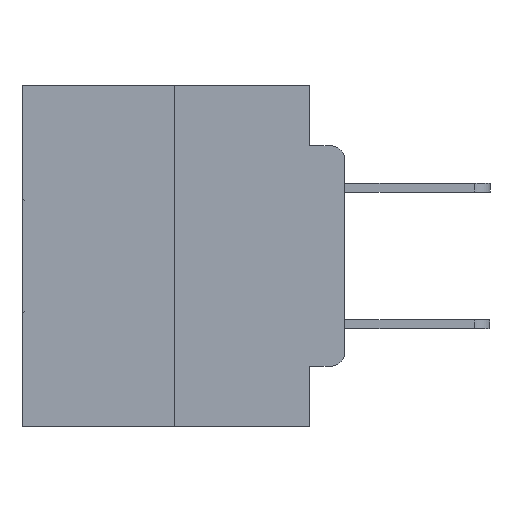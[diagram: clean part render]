
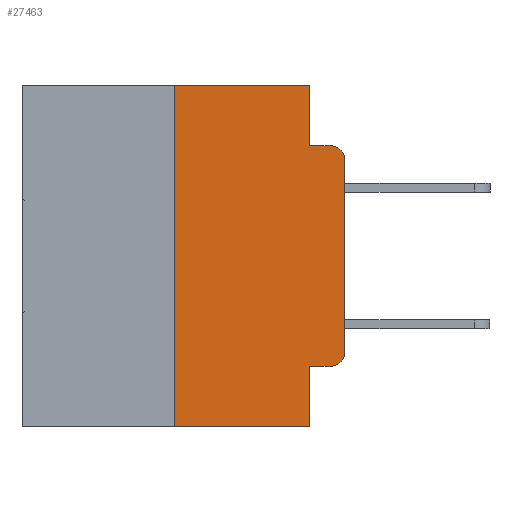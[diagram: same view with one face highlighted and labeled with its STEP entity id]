
A CAD part, left-side view. The second image highlights one B-rep face of the part: STEP entity #27463.
In plain terms, the highlighted planar face has unit normal (-1, 0, 0).
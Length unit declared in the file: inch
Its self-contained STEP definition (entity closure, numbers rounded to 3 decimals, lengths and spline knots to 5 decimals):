
#208 = ORIENTED_EDGE ( 'NONE', *, *, #18453, .F. ) ;
#224 = DIRECTION ( 'NONE',  ( 0., -1., 0. ) ) ;
#225 = CARTESIAN_POINT ( 'NONE',  ( 0., 0.051, 0. ) ) ;
#287 = VECTOR ( 'NONE', #25496, 39.37008 ) ;
#844 = VECTOR ( 'NONE', #29837, 39.37008 ) ;
#905 = VECTOR ( 'NONE', #224, 39.37008 ) ;
#1614 = LINE ( 'NONE', #27524, #844 ) ;
#2535 = DIRECTION ( 'NONE',  ( -1., 0., 0. ) ) ;
#2680 = EDGE_CURVE ( 'NONE', #16743, #15931, #29908, .T. ) ;
#3060 = DIRECTION ( 'NONE',  ( 0., 0., -1. ) ) ;
#3199 = DIRECTION ( 'NONE',  ( 0., 0., 1. ) ) ;
#3270 = DIRECTION ( 'NONE',  ( 1., 0., 0. ) ) ;
#3297 = VERTEX_POINT ( 'NONE', #19846 ) ;
#3621 = EDGE_LOOP ( 'NONE', ( #14398, #17712, #22491, #208, #9917, #20332, #13272, #11739, #7951, #27910 ) ) ;
#3724 = AXIS2_PLACEMENT_3D ( 'NONE', #21973, #7639, #24306 ) ;
#3850 = VECTOR ( 'NONE', #14837, 39.37008 ) ;
#4062 = CARTESIAN_POINT ( 'NONE',  ( 0., 0., 0. ) ) ;
#4697 = CARTESIAN_POINT ( 'NONE',  ( 0., 0.051, -0.4115 ) ) ;
#4922 = EDGE_CURVE ( 'NONE', #16743, #17525, #6875, .T. ) ;
#5237 = VECTOR ( 'NONE', #27864, 39.37008 ) ;
#6015 = LINE ( 'NONE', #4062, #5237 ) ;
#6796 = AXIS2_PLACEMENT_3D ( 'NONE', #8093, #3270, #20143 ) ;
#6875 = LINE ( 'NONE', #26501, #287 ) ;
#6933 = LINE ( 'NONE', #19080, #12597 ) ;
#7046 = FACE_OUTER_BOUND ( 'NONE', #3621, .T. ) ;
#7639 = DIRECTION ( 'NONE',  ( -1., 0., 0. ) ) ;
#7951 = ORIENTED_EDGE ( 'NONE', *, *, #4922, .T. ) ;
#8063 = CARTESIAN_POINT ( 'NONE',  ( 0., 0.25, -0.5 ) ) ;
#8093 = CARTESIAN_POINT ( 'NONE',  ( 0., 0.473, 0. ) ) ;
#8373 = EDGE_CURVE ( 'NONE', #17525, #19361, #13973, .T. ) ;
#9917 = ORIENTED_EDGE ( 'NONE', *, *, #21909, .F. ) ;
#10337 = VERTEX_POINT ( 'NONE', #8063 ) ;
#10962 = VERTEX_POINT ( 'NONE', #29088 ) ;
#11024 = EDGE_CURVE ( 'NONE', #10337, #15516, #30611, .T. ) ;
#11739 = ORIENTED_EDGE ( 'NONE', *, *, #2680, .F. ) ;
#12262 = CIRCLE ( 'NONE', #30063, 0.02 ) ;
#12597 = VECTOR ( 'NONE', #28414, 39.37008 ) ;
#12607 = LINE ( 'NONE', #225, #3850 ) ;
#12969 = PLANE ( 'NONE',  #6796 ) ;
#13272 = ORIENTED_EDGE ( 'NONE', *, *, #27598, .T. ) ;
#13757 = CARTESIAN_POINT ( 'NONE',  ( 0., 0.051, -0.5 ) ) ;
#13858 = CARTESIAN_POINT ( 'NONE',  ( 0., 0., -0.3915 ) ) ;
#13973 = CIRCLE ( 'NONE', #3724, 0.02 ) ;
#14398 = ORIENTED_EDGE ( 'NONE', *, *, #25937, .T. ) ;
#14837 = DIRECTION ( 'NONE',  ( 0., 0., -1. ) ) ;
#14904 = EDGE_CURVE ( 'NONE', #3297, #17871, #12262, .T. ) ;
#15502 = CARTESIAN_POINT ( 'NONE',  ( 0., 0.051, 0. ) ) ;
#15516 = VERTEX_POINT ( 'NONE', #16922 ) ;
#15931 = VERTEX_POINT ( 'NONE', #13757 ) ;
#16681 = VERTEX_POINT ( 'NONE', #18923 ) ;
#16743 = VERTEX_POINT ( 'NONE', #4697 ) ;
#16922 = CARTESIAN_POINT ( 'NONE',  ( 0., 0.25, 0. ) ) ;
#17069 = CARTESIAN_POINT ( 'NONE',  ( 0., 0.02, -0.1085 ) ) ;
#17525 = VERTEX_POINT ( 'NONE', #18461 ) ;
#17712 = ORIENTED_EDGE ( 'NONE', *, *, #14904, .T. ) ;
#17871 = VERTEX_POINT ( 'NONE', #19664 ) ;
#18453 = EDGE_CURVE ( 'NONE', #16681, #10962, #12607, .T. ) ;
#18461 = CARTESIAN_POINT ( 'NONE',  ( 0., 0.02, -0.4115 ) ) ;
#18923 = CARTESIAN_POINT ( 'NONE',  ( 0., 0.051, 0. ) ) ;
#19080 = CARTESIAN_POINT ( 'NONE',  ( 0., 0.051, -0.0885 ) ) ;
#19361 = VERTEX_POINT ( 'NONE', #13858 ) ;
#19434 = DIRECTION ( 'NONE',  ( 0., 0., -1. ) ) ;
#19630 = CARTESIAN_POINT ( 'NONE',  ( 0., 0.473, 0. ) ) ;
#19664 = CARTESIAN_POINT ( 'NONE',  ( 0., 0.02, -0.0885 ) ) ;
#19846 = CARTESIAN_POINT ( 'NONE',  ( 0., 0., -0.1085 ) ) ;
#20143 = DIRECTION ( 'NONE',  ( 0., 0., -1. ) ) ;
#20204 = LINE ( 'NONE', #19630, #905 ) ;
#20332 = ORIENTED_EDGE ( 'NONE', *, *, #11024, .F. ) ;
#21909 = EDGE_CURVE ( 'NONE', #15516, #16681, #20204, .T. ) ;
#21973 = CARTESIAN_POINT ( 'NONE',  ( 0., 0.02, -0.3915 ) ) ;
#22491 = ORIENTED_EDGE ( 'NONE', *, *, #29801, .F. ) ;
#23075 = VECTOR ( 'NONE', #3199, 39.37008 ) ;
#24306 = DIRECTION ( 'NONE',  ( 0., 0., -1. ) ) ;
#25496 = DIRECTION ( 'NONE',  ( 0., -1., 0. ) ) ;
#25937 = EDGE_CURVE ( 'NONE', #19361, #3297, #6015, .T. ) ;
#26501 = CARTESIAN_POINT ( 'NONE',  ( 0., 0.051, -0.4115 ) ) ;
#26961 = CARTESIAN_POINT ( 'NONE',  ( 0., 0.25, 0. ) ) ;
#27463 = ADVANCED_FACE ( 'NONE', ( #7046 ), #12969, .F. ) ;
#27524 = CARTESIAN_POINT ( 'NONE',  ( 0., 0.473, -0.5 ) ) ;
#27598 = EDGE_CURVE ( 'NONE', #10337, #15931, #1614, .T. ) ;
#27864 = DIRECTION ( 'NONE',  ( 0., 0., 1. ) ) ;
#27910 = ORIENTED_EDGE ( 'NONE', *, *, #8373, .T. ) ;
#28414 = DIRECTION ( 'NONE',  ( 0., -1., 0. ) ) ;
#29088 = CARTESIAN_POINT ( 'NONE',  ( 0., 0.051, -0.0885 ) ) ;
#29188 = VECTOR ( 'NONE', #3060, 39.37008 ) ;
#29801 = EDGE_CURVE ( 'NONE', #10962, #17871, #6933, .T. ) ;
#29837 = DIRECTION ( 'NONE',  ( 0., -1., 0. ) ) ;
#29908 = LINE ( 'NONE', #15502, #29188 ) ;
#30063 = AXIS2_PLACEMENT_3D ( 'NONE', #17069, #2535, #19434 ) ;
#30611 = LINE ( 'NONE', #26961, #23075 ) ;
